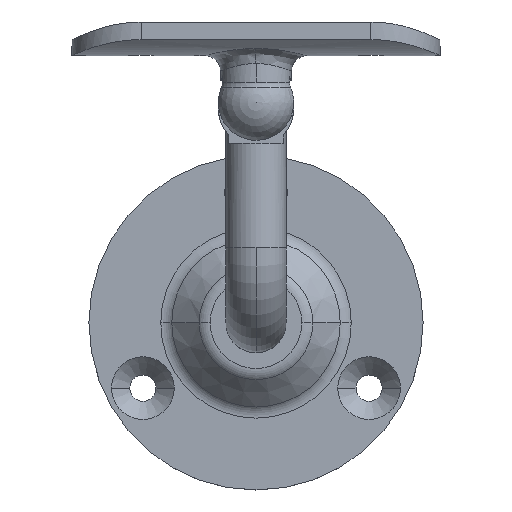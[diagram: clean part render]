
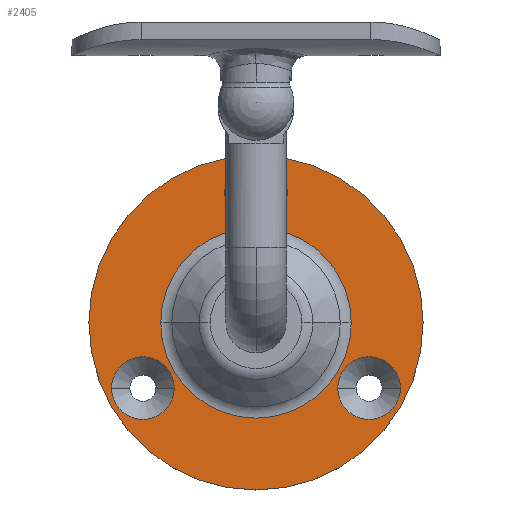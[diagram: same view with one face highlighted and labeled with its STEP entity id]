
A CAD part, top view. The second image highlights one B-rep face of the part: STEP entity #2405.
In plain terms, the highlighted planar face has unit normal (0, 0, 1).
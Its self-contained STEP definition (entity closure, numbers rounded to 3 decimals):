
#57 = CIRCLE ( 'NONE', #4613, 32. ) ;
#88 = EDGE_CURVE ( 'NONE', #4378, #346, #721, .T. ) ;
#97 = ORIENTED_EDGE ( 'NONE', *, *, #5535, .T. ) ;
#103 = CARTESIAN_POINT ( 'NONE',  ( -27.651, -12.5, 5. ) ) ;
#111 = CIRCLE ( 'NONE', #4760, 6. ) ;
#156 = EDGE_CURVE ( 'NONE', #267, #2856, #4247, .T. ) ;
#267 = VERTEX_POINT ( 'NONE', #3159 ) ;
#320 = CARTESIAN_POINT ( 'NONE',  ( 0., 25., 5. ) ) ;
#346 = VERTEX_POINT ( 'NONE', #3673 ) ;
#365 = AXIS2_PLACEMENT_3D ( 'NONE', #1146, #712, #2441 ) ;
#432 = CARTESIAN_POINT ( 'NONE',  ( 0., 0., 5. ) ) ;
#556 = DIRECTION ( 'NONE',  ( 0., 0., -1. ) ) ;
#659 = CIRCLE ( 'NONE', #3131, 6. ) ;
#692 = VERTEX_POINT ( 'NONE', #103 ) ;
#712 = DIRECTION ( 'NONE',  ( 0., 0., -1. ) ) ;
#721 = CIRCLE ( 'NONE', #1578, 32. ) ;
#756 = CIRCLE ( 'NONE', #3654, 18.243 ) ;
#871 = ORIENTED_EDGE ( 'NONE', *, *, #4540, .T. ) ;
#897 = EDGE_LOOP ( 'NONE', ( #4399, #4864 ) ) ;
#922 = DIRECTION ( 'NONE',  ( 1., 0., 0. ) ) ;
#976 = EDGE_LOOP ( 'NONE', ( #4204, #2299 ) ) ;
#1124 = CARTESIAN_POINT ( 'NONE',  ( -15.651, -12.5, 5. ) ) ;
#1146 = CARTESIAN_POINT ( 'NONE',  ( -21.651, -12.5, 5. ) ) ;
#1153 = CIRCLE ( 'NONE', #3859, 6. ) ;
#1185 = DIRECTION ( 'NONE',  ( 0., 0., -1. ) ) ;
#1191 = DIRECTION ( 'NONE',  ( 0., 0., -1. ) ) ;
#1200 = AXIS2_PLACEMENT_3D ( 'NONE', #5275, #1272, #2999 ) ;
#1272 = DIRECTION ( 'NONE',  ( 0., 0., -1. ) ) ;
#1290 = EDGE_CURVE ( 'NONE', #4139, #4478, #1153, .T. ) ;
#1313 = DIRECTION ( 'NONE',  ( 0., 0., -1. ) ) ;
#1336 = ORIENTED_EDGE ( 'NONE', *, *, #2934, .T. ) ;
#1341 = CARTESIAN_POINT ( 'NONE',  ( 18.243, 0., 5. ) ) ;
#1387 = DIRECTION ( 'NONE',  ( 0., 0., 1. ) ) ;
#1488 = CIRCLE ( 'NONE', #365, 6. ) ;
#1578 = AXIS2_PLACEMENT_3D ( 'NONE', #432, #3050, #1704 ) ;
#1704 = DIRECTION ( 'NONE',  ( 1., 0., 0. ) ) ;
#1797 = CARTESIAN_POINT ( 'NONE',  ( 0., 0., 5. ) ) ;
#1968 = CARTESIAN_POINT ( 'NONE',  ( 27.651, -12.5, 5. ) ) ;
#2078 = FACE_BOUND ( 'NONE', #3955, .T. ) ;
#2150 = CIRCLE ( 'NONE', #1200, 18.243 ) ;
#2299 = ORIENTED_EDGE ( 'NONE', *, *, #3399, .T. ) ;
#2405 = ADVANCED_FACE ( 'NONE', ( #4551, #4623, #2078, #3160, #5488 ), #3462, .T. ) ;
#2441 = DIRECTION ( 'NONE',  ( 1., 0., 0. ) ) ;
#2502 = EDGE_CURVE ( 'NONE', #4355, #692, #3639, .T. ) ;
#2514 = EDGE_CURVE ( 'NONE', #346, #4378, #57, .T. ) ;
#2586 = CARTESIAN_POINT ( 'NONE',  ( 21.651, -12.5, 5. ) ) ;
#2668 = EDGE_LOOP ( 'NONE', ( #5008, #871 ) ) ;
#2833 = DIRECTION ( 'NONE',  ( 1., 0., 0. ) ) ;
#2856 = VERTEX_POINT ( 'NONE', #5132 ) ;
#2866 = DIRECTION ( 'NONE',  ( 0., 0., -1. ) ) ;
#2880 = EDGE_LOOP ( 'NONE', ( #97, #4775 ) ) ;
#2934 = EDGE_CURVE ( 'NONE', #2856, #267, #659, .T. ) ;
#2999 = DIRECTION ( 'NONE',  ( 1., 0., 0. ) ) ;
#3010 = AXIS2_PLACEMENT_3D ( 'NONE', #3541, #4436, #4901 ) ;
#3050 = DIRECTION ( 'NONE',  ( 0., 0., 1. ) ) ;
#3067 = CARTESIAN_POINT ( 'NONE',  ( 0., 0., 5. ) ) ;
#3131 = AXIS2_PLACEMENT_3D ( 'NONE', #320, #1191, #5116 ) ;
#3144 = VERTEX_POINT ( 'NONE', #1341 ) ;
#3159 = CARTESIAN_POINT ( 'NONE',  ( -6., 25., 5. ) ) ;
#3160 = FACE_BOUND ( 'NONE', #2880, .T. ) ;
#3380 = CARTESIAN_POINT ( 'NONE',  ( 21.651, -12.5, 5. ) ) ;
#3399 = EDGE_CURVE ( 'NONE', #4478, #4139, #111, .T. ) ;
#3462 = PLANE ( 'NONE',  #3830 ) ;
#3495 = ORIENTED_EDGE ( 'NONE', *, *, #156, .T. ) ;
#3511 = CARTESIAN_POINT ( 'NONE',  ( 0., 25., 5. ) ) ;
#3541 = CARTESIAN_POINT ( 'NONE',  ( -21.651, -12.5, 5. ) ) ;
#3639 = CIRCLE ( 'NONE', #3010, 6. ) ;
#3654 = AXIS2_PLACEMENT_3D ( 'NONE', #4641, #2866, #2833 ) ;
#3673 = CARTESIAN_POINT ( 'NONE',  ( -32., 0., 5. ) ) ;
#3696 = CARTESIAN_POINT ( 'NONE',  ( 32., 0., 5. ) ) ;
#3830 = AXIS2_PLACEMENT_3D ( 'NONE', #3067, #3886, #3873 ) ;
#3850 = DIRECTION ( 'NONE',  ( 1., 0., 0. ) ) ;
#3859 = AXIS2_PLACEMENT_3D ( 'NONE', #2586, #1313, #3958 ) ;
#3873 = DIRECTION ( 'NONE',  ( 1., 0., 0. ) ) ;
#3886 = DIRECTION ( 'NONE',  ( 0., 0., 1. ) ) ;
#3955 = EDGE_LOOP ( 'NONE', ( #1336, #3495 ) ) ;
#3958 = DIRECTION ( 'NONE',  ( 1., 0., 0. ) ) ;
#3971 = AXIS2_PLACEMENT_3D ( 'NONE', #3511, #556, #922 ) ;
#4067 = CARTESIAN_POINT ( 'NONE',  ( 15.651, -12.5, 5. ) ) ;
#4139 = VERTEX_POINT ( 'NONE', #1968 ) ;
#4204 = ORIENTED_EDGE ( 'NONE', *, *, #1290, .T. ) ;
#4247 = CIRCLE ( 'NONE', #3971, 6. ) ;
#4316 = CARTESIAN_POINT ( 'NONE',  ( -18.243, 0., 5. ) ) ;
#4329 = EDGE_CURVE ( 'NONE', #4784, #3144, #756, .T. ) ;
#4355 = VERTEX_POINT ( 'NONE', #1124 ) ;
#4378 = VERTEX_POINT ( 'NONE', #3696 ) ;
#4399 = ORIENTED_EDGE ( 'NONE', *, *, #2514, .T. ) ;
#4436 = DIRECTION ( 'NONE',  ( 0., 0., -1. ) ) ;
#4478 = VERTEX_POINT ( 'NONE', #4067 ) ;
#4540 = EDGE_CURVE ( 'NONE', #692, #4355, #1488, .T. ) ;
#4551 = FACE_BOUND ( 'NONE', #2668, .T. ) ;
#4613 = AXIS2_PLACEMENT_3D ( 'NONE', #1797, #1387, #4883 ) ;
#4623 = FACE_BOUND ( 'NONE', #976, .T. ) ;
#4641 = CARTESIAN_POINT ( 'NONE',  ( 0., 0., 5. ) ) ;
#4760 = AXIS2_PLACEMENT_3D ( 'NONE', #3380, #1185, #3850 ) ;
#4775 = ORIENTED_EDGE ( 'NONE', *, *, #4329, .T. ) ;
#4784 = VERTEX_POINT ( 'NONE', #4316 ) ;
#4864 = ORIENTED_EDGE ( 'NONE', *, *, #88, .T. ) ;
#4883 = DIRECTION ( 'NONE',  ( 1., 0., 0. ) ) ;
#4901 = DIRECTION ( 'NONE',  ( 1., 0., 0. ) ) ;
#5008 = ORIENTED_EDGE ( 'NONE', *, *, #2502, .T. ) ;
#5116 = DIRECTION ( 'NONE',  ( 1., 0., 0. ) ) ;
#5132 = CARTESIAN_POINT ( 'NONE',  ( 6., 25., 5. ) ) ;
#5275 = CARTESIAN_POINT ( 'NONE',  ( 0., 0., 5. ) ) ;
#5488 = FACE_OUTER_BOUND ( 'NONE', #897, .T. ) ;
#5535 = EDGE_CURVE ( 'NONE', #3144, #4784, #2150, .T. ) ;
